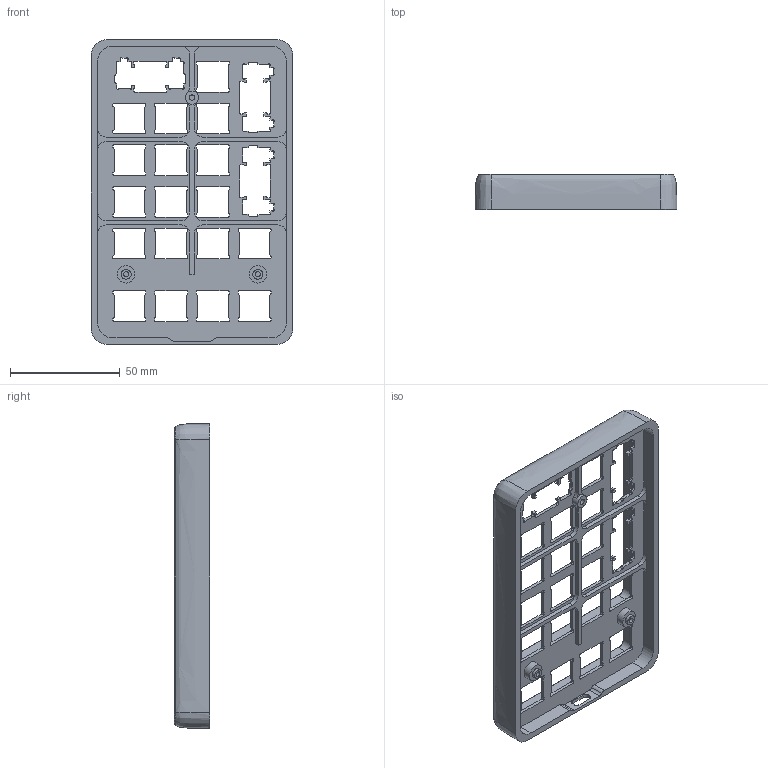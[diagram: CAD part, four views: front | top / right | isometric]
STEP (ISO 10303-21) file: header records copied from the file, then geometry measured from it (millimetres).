
FILE_DESCRIPTION(/* description */ (''),/* implementation_level */ '2;1');
FILE_NAME(/* name */ 'TOP.step',/* time_stamp */ '2022-03-29T14:15:55+11:00',/* author */ (''),/* organization */ (''),/* preprocessor_version */ 'ST-DEVELOPER v18.1',/* originating_system */ 'Autodesk Translation Framework v10.13.0.1454',/* authorisation */ '');
FILE_SCHEMA (('AUTOMOTIVE_DESIGN { 1 0 10303 214 3 1 1 }'));
Length unit declared in the file: millimetre
Products named in the file (1): TOP
Bounding box: 91.99 x 16 x 138.99 mm (x, y, z)
Volume: 48790 mm3; surface area: 32663.1 mm2
Topology: 1 solids, 1 shells, 760 faces, 2220 edges, 1472 vertices
Faces by surface type: plane 398, cylinder 338, bspline 16, cone 8
Full cylindrical faces by diameter (mm): 2.3 x2, 2.5 x1, 4.5 x2, 6 x1, 8 x2
Entity records: 25696 total; most frequent: CARTESIAN_POINT 4861, ORIENTED_EDGE 4440, DIRECTION 4374, EDGE_CURVE 2220, LINE 1492, VECTOR 1492, VERTEX_POINT 1472, AXIS2_PLACEMENT_3D 1441
